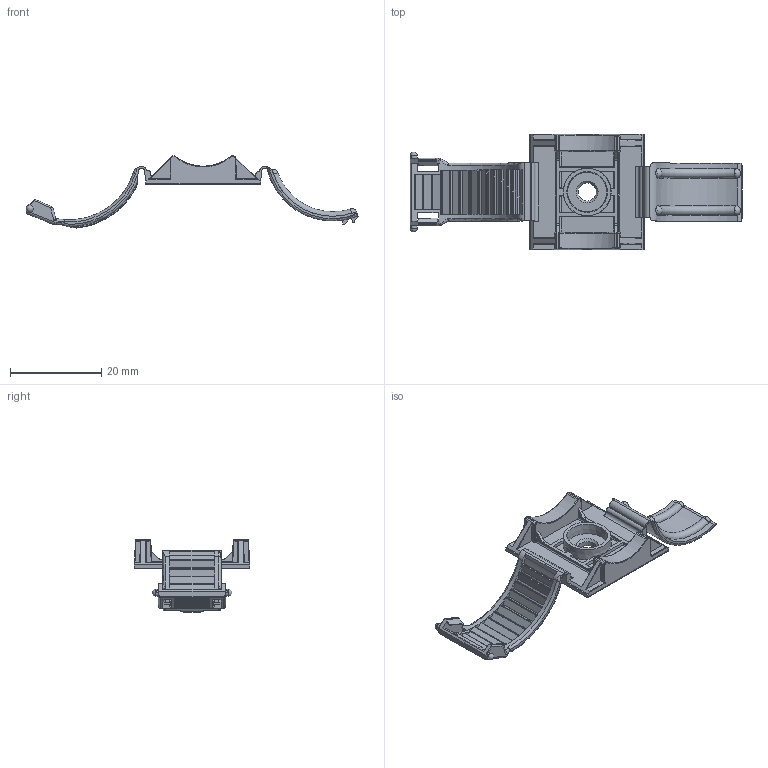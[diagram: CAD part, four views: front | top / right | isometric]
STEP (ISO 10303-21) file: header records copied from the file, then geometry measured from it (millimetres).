
FILE_DESCRIPTION(/* description */ (''),/* implementation_level */ '2;1');
FILE_NAME(/* name */ 'PANDUIT_ARC68',/* time_stamp */ '2012-05-11T14:59:00-05:00',/* author */ (''),/* organization */ (''),/* preprocessor_version */ 'ST-DEVELOPER v9',/* originating_system */ 'UGS - NX 3.0',/* authorisation */ '');
FILE_SCHEMA (('CONFIG_CONTROL_DESIGN'));
Length unit declared in the file: inch
Products named in the file (1): bwgD27Evh7p
Bounding box: 72.65 x 25.35 x 15.77 mm (x, y, z)
Volume: 2133.4 mm3; surface area: 4181 mm2
Topology: 1 solids, 1 shells, 574 faces, 1584 edges, 1032 vertices
Faces by surface type: plane 296, cylinder 228, bspline 28, torus 11, sphere 6, cone 3, extrusion 2
Full cylindrical faces by diameter (mm): 1.575 x2, 3.962 x1
Entity records: 19734 total; most frequent: CARTESIAN_POINT 4957, ORIENTED_EDGE 3110, DIRECTION 3107, EDGE_CURVE 1555, AXIS2_PLACEMENT_3D 1113, VERTEX_POINT 1017, VECTOR 881, LINE 879
